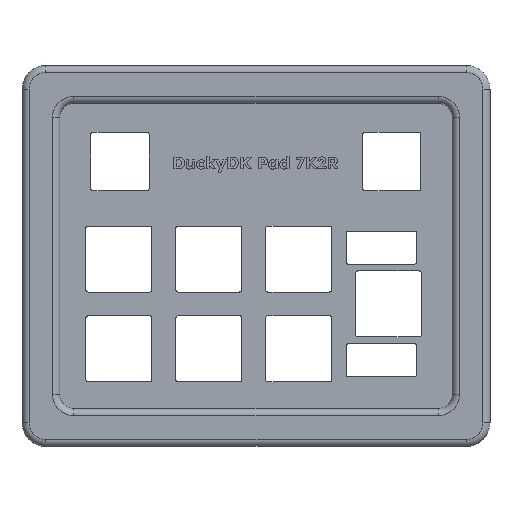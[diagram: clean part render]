
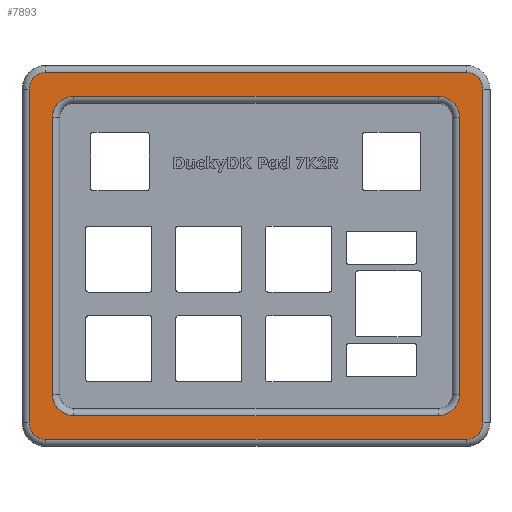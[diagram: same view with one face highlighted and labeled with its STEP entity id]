
A CAD part, top view. The second image highlights one B-rep face of the part: STEP entity #7893.
In plain terms, the highlighted planar face has unit normal (0, 0, 1).
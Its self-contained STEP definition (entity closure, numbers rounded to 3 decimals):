
#144=CIRCLE('',#8214,4.5);
#150=CIRCLE('',#8222,4.5);
#154=CIRCLE('',#8228,4.5);
#158=CIRCLE('',#8234,4.5);
#159=CIRCLE('',#8241,3.5);
#160=CIRCLE('',#8242,3.5);
#161=CIRCLE('',#8243,3.5);
#162=CIRCLE('',#8244,3.5);
#254=FACE_BOUND('',#1536,.T.);
#1080=FACE_OUTER_BOUND('',#1535,.T.);
#1535=EDGE_LOOP('',(#6870,#6871,#6872,#6873,#6874,#6875,#6876,#6877));
#1536=EDGE_LOOP('',(#6878,#6879,#6880,#6881,#6882,#6883,#6884,#6885));
#2220=LINE('',#13312,#2933);
#2222=LINE('',#13324,#2935);
#2224=LINE('',#13336,#2937);
#2225=LINE('',#13344,#2938);
#2232=LINE('',#13358,#2945);
#2233=LINE('',#13362,#2946);
#2234=LINE('',#13366,#2947);
#2235=LINE('',#13370,#2948);
#2933=VECTOR('',#9393,10.);
#2935=VECTOR('',#9407,10.);
#2937=VECTOR('',#9421,10.);
#2938=VECTOR('',#9432,10.);
#2945=VECTOR('',#9449,10.);
#2946=VECTOR('',#9452,10.);
#2947=VECTOR('',#9455,10.);
#2948=VECTOR('',#9458,10.);
#3739=VERTEX_POINT('',#13300);
#3740=VERTEX_POINT('',#13302);
#3742=VERTEX_POINT('',#13308);
#3744=VERTEX_POINT('',#13314);
#3746=VERTEX_POINT('',#13320);
#3748=VERTEX_POINT('',#13326);
#3750=VERTEX_POINT('',#13332);
#3752=VERTEX_POINT('',#13338);
#3754=VERTEX_POINT('',#13356);
#3755=VERTEX_POINT('',#13357);
#3756=VERTEX_POINT('',#13359);
#3757=VERTEX_POINT('',#13361);
#3758=VERTEX_POINT('',#13363);
#3759=VERTEX_POINT('',#13365);
#3760=VERTEX_POINT('',#13367);
#3761=VERTEX_POINT('',#13369);
#4806=EDGE_CURVE('',#3739,#3740,#144,.T.);
#4811=EDGE_CURVE('',#3740,#3742,#2220,.T.);
#4814=EDGE_CURVE('',#3742,#3744,#150,.T.);
#4817=EDGE_CURVE('',#3744,#3746,#2222,.T.);
#4820=EDGE_CURVE('',#3746,#3748,#154,.T.);
#4823=EDGE_CURVE('',#3748,#3750,#2224,.T.);
#4826=EDGE_CURVE('',#3750,#3752,#158,.T.);
#4827=EDGE_CURVE('',#3752,#3739,#2225,.T.);
#4834=EDGE_CURVE('',#3754,#3755,#2232,.T.);
#4835=EDGE_CURVE('',#3756,#3754,#159,.T.);
#4836=EDGE_CURVE('',#3757,#3756,#2233,.T.);
#4837=EDGE_CURVE('',#3758,#3757,#160,.T.);
#4838=EDGE_CURVE('',#3759,#3758,#2234,.T.);
#4839=EDGE_CURVE('',#3760,#3759,#161,.T.);
#4840=EDGE_CURVE('',#3761,#3760,#2235,.T.);
#4841=EDGE_CURVE('',#3755,#3761,#162,.T.);
#6870=ORIENTED_EDGE('',*,*,#4834,.F.);
#6871=ORIENTED_EDGE('',*,*,#4835,.F.);
#6872=ORIENTED_EDGE('',*,*,#4836,.F.);
#6873=ORIENTED_EDGE('',*,*,#4837,.F.);
#6874=ORIENTED_EDGE('',*,*,#4838,.F.);
#6875=ORIENTED_EDGE('',*,*,#4839,.F.);
#6876=ORIENTED_EDGE('',*,*,#4840,.F.);
#6877=ORIENTED_EDGE('',*,*,#4841,.F.);
#6878=ORIENTED_EDGE('',*,*,#4806,.F.);
#6879=ORIENTED_EDGE('',*,*,#4827,.F.);
#6880=ORIENTED_EDGE('',*,*,#4826,.F.);
#6881=ORIENTED_EDGE('',*,*,#4823,.F.);
#6882=ORIENTED_EDGE('',*,*,#4820,.F.);
#6883=ORIENTED_EDGE('',*,*,#4817,.F.);
#6884=ORIENTED_EDGE('',*,*,#4814,.F.);
#6885=ORIENTED_EDGE('',*,*,#4811,.F.);
#7523=PLANE('',#8240);
#7893=ADVANCED_FACE('',(#1080,#254),#7523,.T.);
#8214=AXIS2_PLACEMENT_3D('',#13303,#9382,#9383);
#8222=AXIS2_PLACEMENT_3D('',#13318,#9400,#9401);
#8228=AXIS2_PLACEMENT_3D('',#13330,#9414,#9415);
#8234=AXIS2_PLACEMENT_3D('',#13342,#9428,#9429);
#8240=AXIS2_PLACEMENT_3D('',#13355,#9447,#9448);
#8241=AXIS2_PLACEMENT_3D('',#13360,#9450,#9451);
#8242=AXIS2_PLACEMENT_3D('',#13364,#9453,#9454);
#8243=AXIS2_PLACEMENT_3D('',#13368,#9456,#9457);
#8244=AXIS2_PLACEMENT_3D('',#13371,#9459,#9460);
#9382=DIRECTION('center_axis',(0.,0.,1.));
#9383=DIRECTION('ref_axis',(-0.707,0.707,0.));
#9393=DIRECTION('',(0.,-1.,0.));
#9400=DIRECTION('center_axis',(0.,0.,1.));
#9401=DIRECTION('ref_axis',(-0.707,-0.707,0.));
#9407=DIRECTION('',(1.,0.,0.));
#9414=DIRECTION('center_axis',(0.,0.,1.));
#9415=DIRECTION('ref_axis',(0.707,-0.707,0.));
#9421=DIRECTION('',(0.,1.,0.));
#9428=DIRECTION('center_axis',(0.,0.,1.));
#9429=DIRECTION('ref_axis',(0.707,0.707,0.));
#9432=DIRECTION('',(-1.,0.,0.));
#9447=DIRECTION('center_axis',(0.,0.,1.));
#9448=DIRECTION('ref_axis',(1.,0.,0.));
#9449=DIRECTION('',(-1.,0.,0.));
#9450=DIRECTION('center_axis',(0.,0.,-1.));
#9451=DIRECTION('ref_axis',(0.707,-0.707,0.));
#9452=DIRECTION('',(0.,-1.,0.));
#9453=DIRECTION('center_axis',(0.,0.,-1.));
#9454=DIRECTION('ref_axis',(0.707,0.707,0.));
#9455=DIRECTION('',(1.,0.,0.));
#9456=DIRECTION('center_axis',(0.,0.,-1.));
#9457=DIRECTION('ref_axis',(-0.707,0.707,0.));
#9458=DIRECTION('',(0.,1.,0.));
#9459=DIRECTION('center_axis',(0.,0.,-1.));
#9460=DIRECTION('ref_axis',(-0.707,-0.707,0.));
#13300=CARTESIAN_POINT('',(1.5,64.757,20.));
#13302=CARTESIAN_POINT('',(-3.,60.257,20.));
#13303=CARTESIAN_POINT('Origin',(1.5,60.257,20.));
#13308=CARTESIAN_POINT('',(-3.,1.5,20.));
#13312=CARTESIAN_POINT('',(-3.,14.689,20.));
#13314=CARTESIAN_POINT('',(1.5,-3.,20.));
#13318=CARTESIAN_POINT('Origin',(1.5,1.5,20.));
#13320=CARTESIAN_POINT('',(78.748,-3.,20.));
#13324=CARTESIAN_POINT('',(60.936,-3.,20.));
#13326=CARTESIAN_POINT('',(83.248,1.5,20.));
#13330=CARTESIAN_POINT('Origin',(78.748,1.5,20.));
#13332=CARTESIAN_POINT('',(83.248,60.257,20.));
#13336=CARTESIAN_POINT('',(83.248,47.068,20.));
#13338=CARTESIAN_POINT('',(78.748,64.757,20.));
#13342=CARTESIAN_POINT('Origin',(78.748,60.257,20.));
#13344=CARTESIAN_POINT('',(19.312,64.757,20.));
#13355=CARTESIAN_POINT('Origin',(40.124,30.879,20.));
#13356=CARTESIAN_POINT('',(84.748,-8.,20.));
#13357=CARTESIAN_POINT('',(-4.5,-8.,20.));
#13358=CARTESIAN_POINT('',(17.812,-8.,20.));
#13359=CARTESIAN_POINT('',(88.248,-4.5,20.));
#13360=CARTESIAN_POINT('Origin',(84.748,-4.5,20.));
#13361=CARTESIAN_POINT('',(88.248,66.257,20.));
#13362=CARTESIAN_POINT('',(88.248,13.189,20.));
#13363=CARTESIAN_POINT('',(84.748,69.757,20.));
#13364=CARTESIAN_POINT('Origin',(84.748,66.257,20.));
#13365=CARTESIAN_POINT('',(-4.5,69.757,20.));
#13366=CARTESIAN_POINT('',(62.436,69.757,20.));
#13367=CARTESIAN_POINT('',(-8.,66.257,20.));
#13368=CARTESIAN_POINT('Origin',(-4.5,66.257,20.));
#13369=CARTESIAN_POINT('',(-8.,-4.5,20.));
#13370=CARTESIAN_POINT('',(-8.,48.568,20.));
#13371=CARTESIAN_POINT('Origin',(-4.5,-4.5,20.));
